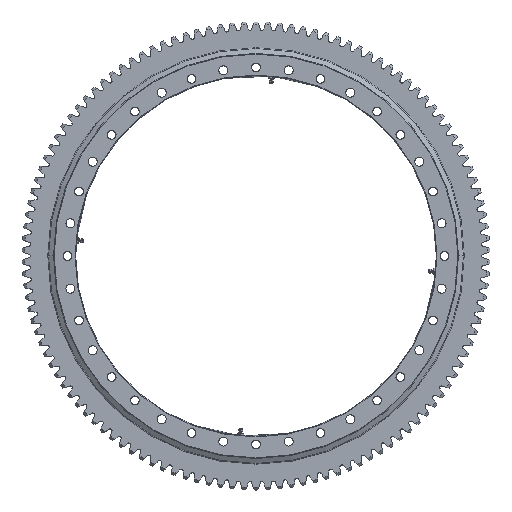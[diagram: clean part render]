
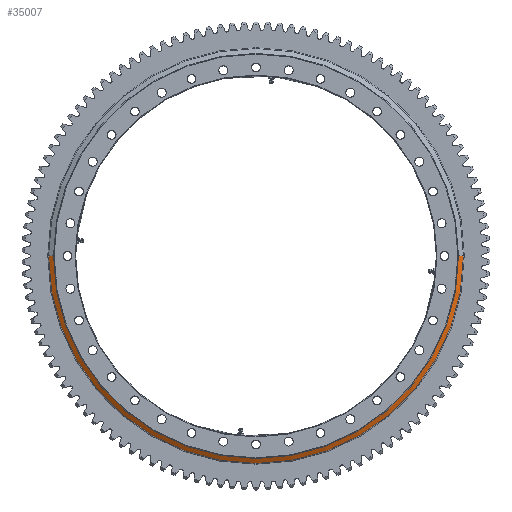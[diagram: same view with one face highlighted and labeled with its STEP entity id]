
A CAD part, top view. The second image highlights one B-rep face of the part: STEP entity #35007.
In plain terms, the highlighted conical face has half-angle 58.57 degrees and reference radius 321.25 mm.
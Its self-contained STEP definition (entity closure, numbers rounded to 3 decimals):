
#1240 = CARTESIAN_POINT ( 'NONE',  ( 314.25, -2.61, 328.794 ) ) ;
#1385 = DIRECTION ( 'NONE',  ( 0., -0.521, -0.853 ) ) ;
#1729 = CIRCLE ( 'NONE', #25644, 321.25 ) ;
#2640 = EDGE_CURVE ( 'NONE', #8526, #34949, #52316, .T. ) ;
#3929 = VECTOR ( 'NONE', #1385, 1000. ) ;
#4861 = EDGE_CURVE ( 'NONE', #45261, #34949, #36164, .T. ) ;
#7385 = ORIENTED_EDGE ( 'NONE', *, *, #28634, .F. ) ;
#8526 = VERTEX_POINT ( 'NONE', #1240 ) ;
#9919 = CARTESIAN_POINT ( 'NONE',  ( 314.25, 2., 321.25 ) ) ;
#10093 = DIRECTION ( 'NONE',  ( 0., -1., 0. ) ) ;
#16072 = CARTESIAN_POINT ( 'NONE',  ( 314.25, 2., -321.25 ) ) ;
#17121 = AXIS2_PLACEMENT_3D ( 'NONE', #27542, #10093, #53851 ) ;
#18618 = CARTESIAN_POINT ( 'NONE',  ( 314.25, 2., 0. ) ) ;
#21626 = EDGE_LOOP ( 'NONE', ( #7385, #56526, #25827, #45364 ) ) ;
#22925 = DIRECTION ( 'NONE',  ( 0., -0.521, 0.853 ) ) ;
#22969 = DIRECTION ( 'NONE',  ( 0., 0., -1. ) ) ;
#25644 = AXIS2_PLACEMENT_3D ( 'NONE', #18618, #49296, #22969 ) ;
#25827 = ORIENTED_EDGE ( 'NONE', *, *, #4861, .T. ) ;
#27542 = CARTESIAN_POINT ( 'NONE',  ( 314.25, 2., 0. ) ) ;
#28634 = EDGE_CURVE ( 'NONE', #35371, #8526, #30054, .T. ) ;
#30054 = LINE ( 'NONE', #9919, #31381 ) ;
#31381 = VECTOR ( 'NONE', #22925, 1000. ) ;
#34346 = CARTESIAN_POINT ( 'NONE',  ( 314.25, 2., -321.25 ) ) ;
#34949 = VERTEX_POINT ( 'NONE', #40037 ) ;
#35007 = ADVANCED_FACE ( 'NONE', ( #35662 ), #45963, .T. ) ;
#35371 = VERTEX_POINT ( 'NONE', #47864 ) ;
#35662 = FACE_OUTER_BOUND ( 'NONE', #21626, .T. ) ;
#36164 = LINE ( 'NONE', #16072, #3929 ) ;
#38809 = EDGE_CURVE ( 'NONE', #35371, #45261, #1729, .T. ) ;
#40037 = CARTESIAN_POINT ( 'NONE',  ( 314.25, -2.61, -328.794 ) ) ;
#40353 = CARTESIAN_POINT ( 'NONE',  ( 314.25, -2.61, 0. ) ) ;
#44754 = DIRECTION ( 'NONE',  ( 0., -1., 0. ) ) ;
#45261 = VERTEX_POINT ( 'NONE', #34346 ) ;
#45364 = ORIENTED_EDGE ( 'NONE', *, *, #2640, .F. ) ;
#45963 = CONICAL_SURFACE ( 'NONE', #17121, 321.25, 1.022 ) ;
#47864 = CARTESIAN_POINT ( 'NONE',  ( 314.25, 2., 321.25 ) ) ;
#49296 = DIRECTION ( 'NONE',  ( 0., -1., 0. ) ) ;
#52316 = CIRCLE ( 'NONE', #53244, 328.794 ) ;
#53244 = AXIS2_PLACEMENT_3D ( 'NONE', #40353, #44754, #53615 ) ;
#53615 = DIRECTION ( 'NONE',  ( 0., 0., -1. ) ) ;
#53851 = DIRECTION ( 'NONE',  ( 0., 0., -1. ) ) ;
#56526 = ORIENTED_EDGE ( 'NONE', *, *, #38809, .T. ) ;
